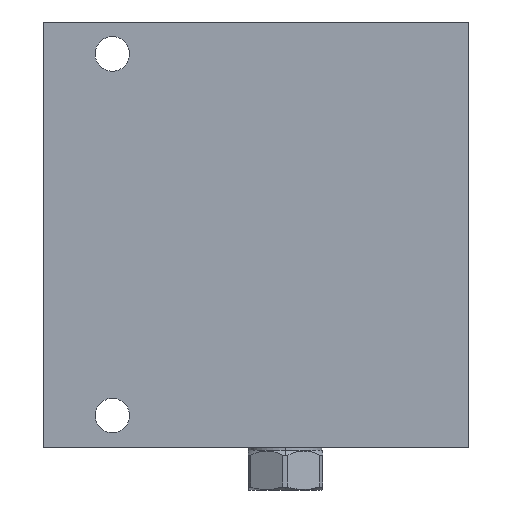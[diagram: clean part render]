
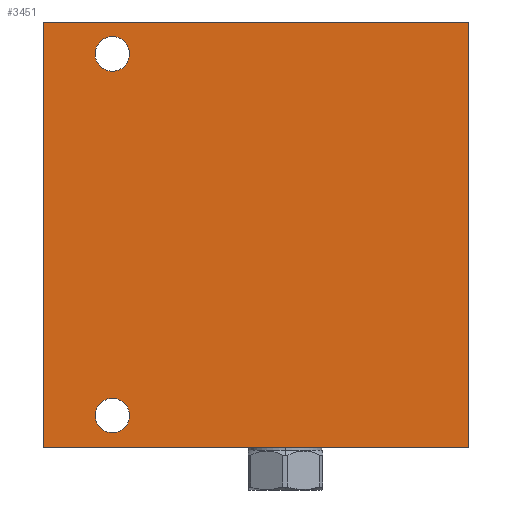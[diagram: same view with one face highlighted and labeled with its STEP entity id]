
A CAD part, left-side view. The second image highlights one B-rep face of the part: STEP entity #3451.
In plain terms, the highlighted planar face has unit normal (-1, 0, 0).
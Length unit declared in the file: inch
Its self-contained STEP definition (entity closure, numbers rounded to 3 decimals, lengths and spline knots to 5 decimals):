
#1=DIRECTION('',(0.,-1.,0.));
#2=VECTOR('',#1,5.);
#3=CARTESIAN_POINT('',(0.,0.,0.));
#4=LINE('',#3,#2);
#47=DIRECTION('',(0.,0.,1.));
#48=VECTOR('',#47,5.);
#49=CARTESIAN_POINT('',(0.,0.,0.));
#50=LINE('',#49,#48);
#51=CARTESIAN_POINT('',(0.,-0.812,4.625));
#52=DIRECTION('',(-1.,0.,0.));
#53=DIRECTION('',(0.,1.,0.));
#54=AXIS2_PLACEMENT_3D('',#51,#52,#53);
#56=CARTESIAN_POINT('',(0.,-0.812,4.625));
#57=DIRECTION('',(-1.,0.,0.));
#58=DIRECTION('',(0.,-1.,0.));
#59=AXIS2_PLACEMENT_3D('',#56,#57,#58);
#61=CARTESIAN_POINT('',(0.,-0.812,0.375));
#62=DIRECTION('',(-1.,0.,0.));
#63=DIRECTION('',(0.,1.,0.));
#64=AXIS2_PLACEMENT_3D('',#61,#62,#63);
#66=CARTESIAN_POINT('',(0.,-0.812,0.375));
#67=DIRECTION('',(-1.,0.,0.));
#68=DIRECTION('',(0.,-1.,0.));
#69=AXIS2_PLACEMENT_3D('',#66,#67,#68);
#139=DIRECTION('',(0.,0.,1.));
#140=VECTOR('',#139,5.);
#141=CARTESIAN_POINT('',(0.,-5.,0.));
#142=LINE('',#141,#140);
#163=DIRECTION('',(0.,-1.,0.));
#164=VECTOR('',#163,5.);
#165=CARTESIAN_POINT('',(0.,0.,5.));
#166=LINE('',#165,#164);
#2980=CARTESIAN_POINT('',(0.,0.,0.));
#2981=CARTESIAN_POINT('',(0.,-5.,0.));
#2982=VERTEX_POINT('',#2980);
#2983=VERTEX_POINT('',#2981);
#2988=CARTESIAN_POINT('',(0.,0.,5.));
#2989=CARTESIAN_POINT('',(0.,-5.,5.));
#2990=VERTEX_POINT('',#2988);
#2991=VERTEX_POINT('',#2989);
#3105=CARTESIAN_POINT('',(0.,-0.609,4.625));
#3106=CARTESIAN_POINT('',(0.,-1.015,4.625));
#3107=VERTEX_POINT('',#3105);
#3108=VERTEX_POINT('',#3106);
#3113=CARTESIAN_POINT('',(0.,-0.609,0.375));
#3114=CARTESIAN_POINT('',(0.,-1.015,0.375));
#3115=VERTEX_POINT('',#3113);
#3116=VERTEX_POINT('',#3114);
#3425=CARTESIAN_POINT('',(0.,0.,0.));
#3426=DIRECTION('',(-1.,0.,0.));
#3427=DIRECTION('',(0.,-1.,0.));
#3428=AXIS2_PLACEMENT_3D('',#3425,#3426,#3427);
#3429=PLANE('',#3428);
#3430=ORIENTED_EDGE('',*,*,#3396,.F.);
#3432=ORIENTED_EDGE('',*,*,#3431,.T.);
#3434=ORIENTED_EDGE('',*,*,#3433,.T.);
#3436=ORIENTED_EDGE('',*,*,#3435,.F.);
#3437=EDGE_LOOP('',(#3430,#3432,#3434,#3436));
#3438=FACE_OUTER_BOUND('',#3437,.F.);
#3440=ORIENTED_EDGE('',*,*,#3439,.T.);
#3442=ORIENTED_EDGE('',*,*,#3441,.T.);
#3443=EDGE_LOOP('',(#3440,#3442));
#3444=FACE_BOUND('',#3443,.F.);
#3446=ORIENTED_EDGE('',*,*,#3445,.T.);
#3448=ORIENTED_EDGE('',*,*,#3447,.T.);
#3449=EDGE_LOOP('',(#3446,#3448));
#3450=FACE_BOUND('',#3449,.F.);
#3451=ADVANCED_FACE('',(#3438,#3444,#3450),#3429,.T.);
#55=CIRCLE('',#54,0.203);
#60=CIRCLE('',#59,0.203);
#65=CIRCLE('',#64,0.203);
#70=CIRCLE('',#69,0.203);
#3396=EDGE_CURVE('',#2982,#2983,#4,.T.);
#3431=EDGE_CURVE('',#2982,#2990,#50,.T.);
#3433=EDGE_CURVE('',#2990,#2991,#166,.T.);
#3435=EDGE_CURVE('',#2983,#2991,#142,.T.);
#3439=EDGE_CURVE('',#3107,#3108,#55,.T.);
#3441=EDGE_CURVE('',#3108,#3107,#60,.T.);
#3445=EDGE_CURVE('',#3115,#3116,#65,.T.);
#3447=EDGE_CURVE('',#3116,#3115,#70,.T.);
